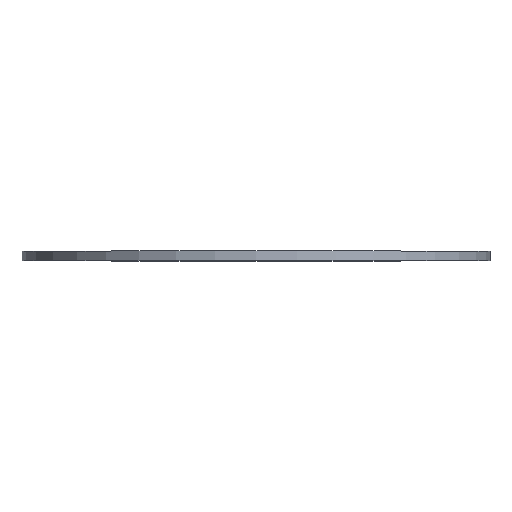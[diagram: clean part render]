
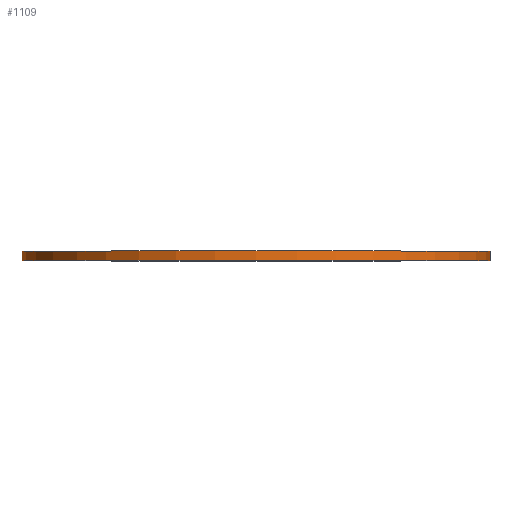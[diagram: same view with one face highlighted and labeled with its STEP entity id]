
A CAD part, top view. The second image highlights one B-rep face of the part: STEP entity #1109.
In plain terms, the highlighted cylindrical face has radius 50 mm (diameter 100 mm), a partial arc.
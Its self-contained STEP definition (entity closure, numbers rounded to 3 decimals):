
#19=CARTESIAN_POINT('',(0.,0.,0.));
#20=DIRECTION('',(0.,-1.,0.));
#21=DIRECTION('',(1.,0.,0.));
#22=AXIS2_PLACEMENT_3D('',#19,#20,#21);
#247=DIRECTION('',(0.,-1.,0.));
#248=VECTOR('',#247,2.);
#249=CARTESIAN_POINT('',(50.,2.,0.));
#250=LINE('',#249,#248);
#251=DIRECTION('',(0.,-1.,0.));
#252=VECTOR('',#251,2.);
#253=CARTESIAN_POINT('',(-50.,2.,0.));
#254=LINE('',#253,#252);
#255=CARTESIAN_POINT('',(0.,2.,0.));
#256=DIRECTION('',(0.,1.,0.));
#257=DIRECTION('',(-1.,0.,0.));
#258=AXIS2_PLACEMENT_3D('',#255,#256,#257);
#757=CARTESIAN_POINT('',(50.,0.,0.));
#758=CARTESIAN_POINT('',(-50.,0.,0.));
#759=VERTEX_POINT('',#757);
#760=VERTEX_POINT('',#758);
#761=CARTESIAN_POINT('',(-50.,2.,0.));
#762=CARTESIAN_POINT('',(50.,2.,0.));
#763=VERTEX_POINT('',#761);
#764=VERTEX_POINT('',#762);
#1095=CARTESIAN_POINT('',(0.,0.,0.));
#1096=DIRECTION('',(0.,-1.,0.));
#1097=DIRECTION('',(1.,0.,0.));
#1098=AXIS2_PLACEMENT_3D('',#1095,#1096,#1097);
#1099=CYLINDRICAL_SURFACE('',#1098,50.);
#1100=ORIENTED_EDGE('',*,*,#962,.T.);
#1102=ORIENTED_EDGE('',*,*,#1101,.F.);
#1104=ORIENTED_EDGE('',*,*,#1103,.T.);
#1106=ORIENTED_EDGE('',*,*,#1105,.T.);
#1107=EDGE_LOOP('',(#1100,#1102,#1104,#1106));
#1108=FACE_OUTER_BOUND('',#1107,.F.);
#23=CIRCLE('',#22,50.);
#259=CIRCLE('',#258,50.);
#962=EDGE_CURVE('',#759,#760,#23,.T.);
#1101=EDGE_CURVE('',#763,#760,#254,.T.);
#1103=EDGE_CURVE('',#763,#764,#259,.T.);
#1105=EDGE_CURVE('',#764,#759,#250,.T.);
#1109=ADVANCED_FACE('',(#1108),#1099,.T.);
